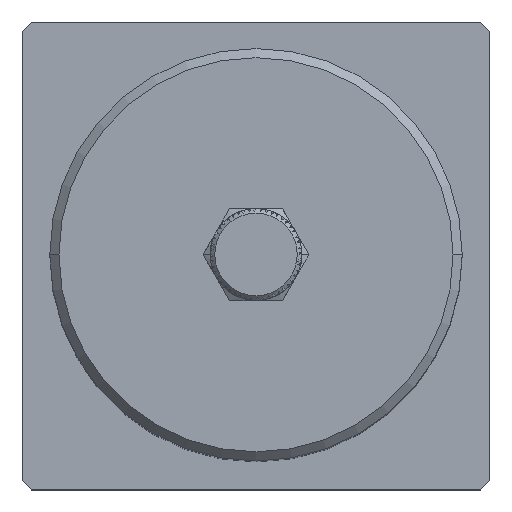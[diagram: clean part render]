
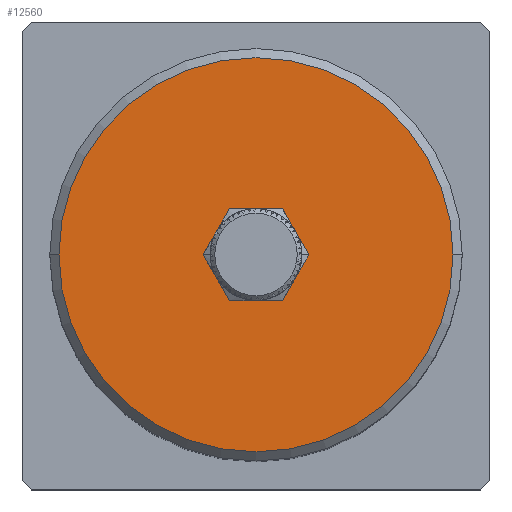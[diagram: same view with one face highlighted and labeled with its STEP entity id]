
A CAD part, top view. The second image highlights one B-rep face of the part: STEP entity #12560.
In plain terms, the highlighted planar face has unit normal (0, 0, 1).
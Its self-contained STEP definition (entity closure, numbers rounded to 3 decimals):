
#6581 = AXIS2_PLACEMENT_3D ( 'NONE', #21430, #21435, #21436 ) ;
#12560 = ADVANCED_FACE ( 'NONE', ( #20122, #20121 ), #21433, .T. ) ;
#20121 = FACE_BOUND ( 'NONE', #34925, .T. ) ;
#20122 = FACE_OUTER_BOUND ( 'NONE', #34910, .T. ) ;
#21430 = CARTESIAN_POINT ( 'NONE',  ( 0., 0., 93. ) ) ;
#21433 = PLANE ( 'NONE',  #6581 ) ;
#21435 = DIRECTION ( 'NONE',  ( 0., 0., 1. ) ) ;
#21436 = DIRECTION ( 'NONE',  ( 1., 0., 0. ) ) ;
#22979 = AXIS2_PLACEMENT_3D ( 'NONE', #41788, #41789, #41790 ) ;
#22980 = AXIS2_PLACEMENT_3D ( 'NONE', #41791, #41792, #41793 ) ;
#22993 = AXIS2_PLACEMENT_3D ( 'NONE', #42060, #42061, #42062 ) ;
#22996 = AXIS2_PLACEMENT_3D ( 'NONE', #42074, #42075, #42076 ) ;
#28447 = CARTESIAN_POINT ( 'NONE',  ( 21.5, 0., 93. ) ) ;
#28448 = CARTESIAN_POINT ( 'NONE',  ( -21.5, 0., 93. ) ) ;
#28603 = CARTESIAN_POINT ( 'NONE',  ( -2.5, 0., 93. ) ) ;
#28604 = CARTESIAN_POINT ( 'NONE',  ( 2.5, 0., 93. ) ) ;
#33990 = VERTEX_POINT ( 'NONE', #28447 ) ;
#33991 = VERTEX_POINT ( 'NONE', #28448 ) ;
#34146 = VERTEX_POINT ( 'NONE', #28603 ) ;
#34147 = VERTEX_POINT ( 'NONE', #28604 ) ;
#34910 = EDGE_LOOP ( 'NONE', ( #35001, #35002 ) ) ;
#34925 = EDGE_LOOP ( 'NONE', ( #35003, #35004 ) ) ;
#35001 = ORIENTED_EDGE ( 'NONE', *, *, #35939, .T. ) ;
#35002 = ORIENTED_EDGE ( 'NONE', *, *, #36023, .T. ) ;
#35003 = ORIENTED_EDGE ( 'NONE', *, *, #35938, .F. ) ;
#35004 = ORIENTED_EDGE ( 'NONE', *, *, #36017, .F. ) ;
#35938 = EDGE_CURVE ( 'NONE', #34147, #34146, #40709, .T. ) ;
#35939 = EDGE_CURVE ( 'NONE', #33991, #33990, #40711, .T. ) ;
#36017 = EDGE_CURVE ( 'NONE', #34146, #34147, #40961, .T. ) ;
#36023 = EDGE_CURVE ( 'NONE', #33990, #33991, #40973, .T. ) ;
#40709 = CIRCLE ( 'NONE', #22979, 2.5 ) ;
#40711 = CIRCLE ( 'NONE', #22980, 21.5 ) ;
#40961 = CIRCLE ( 'NONE', #22993, 2.5 ) ;
#40973 = CIRCLE ( 'NONE', #22996, 21.5 ) ;
#41788 = CARTESIAN_POINT ( 'NONE',  ( 0., 0., 93. ) ) ;
#41789 = DIRECTION ( 'NONE',  ( 0., 0., 1. ) ) ;
#41790 = DIRECTION ( 'NONE',  ( 1., 0., 0. ) ) ;
#41791 = CARTESIAN_POINT ( 'NONE',  ( 0., 0., 93. ) ) ;
#41792 = DIRECTION ( 'NONE',  ( 0., 0., 1. ) ) ;
#41793 = DIRECTION ( 'NONE',  ( 1., 0., 0. ) ) ;
#42060 = CARTESIAN_POINT ( 'NONE',  ( 0., 0., 93. ) ) ;
#42061 = DIRECTION ( 'NONE',  ( 0., 0., 1. ) ) ;
#42062 = DIRECTION ( 'NONE',  ( 1., 0., 0. ) ) ;
#42074 = CARTESIAN_POINT ( 'NONE',  ( 0., 0., 93. ) ) ;
#42075 = DIRECTION ( 'NONE',  ( 0., 0., 1. ) ) ;
#42076 = DIRECTION ( 'NONE',  ( 1., 0., 0. ) ) ;
